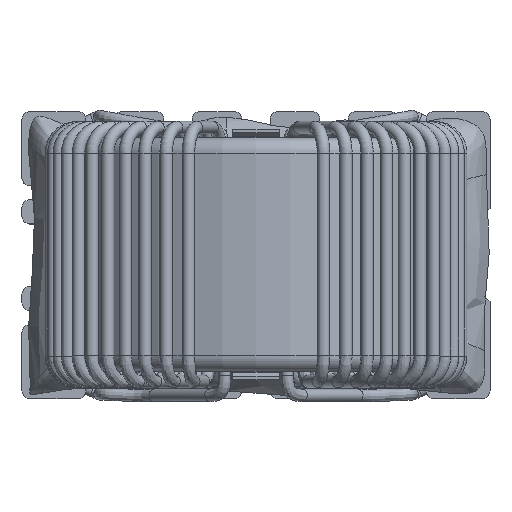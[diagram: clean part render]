
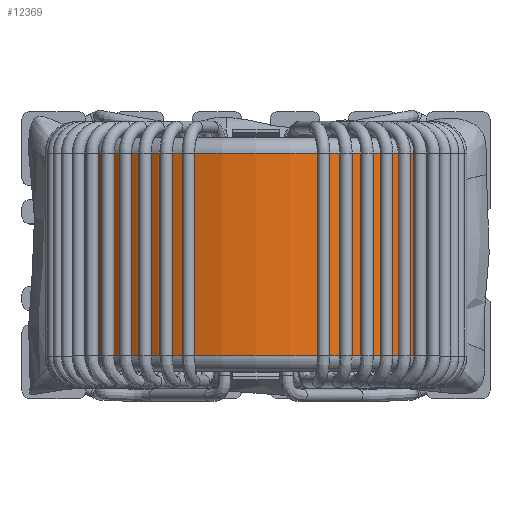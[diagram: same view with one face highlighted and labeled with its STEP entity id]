
A CAD part, top view. The second image highlights one B-rep face of the part: STEP entity #12369.
In plain terms, the highlighted cylindrical face has radius 12.5 mm (diameter 25 mm), a full revolution.
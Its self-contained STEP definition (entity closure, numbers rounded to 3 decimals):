
#1609=ORIENTED_EDGE('',*,*,#3436,.T.);
#1610=ORIENTED_EDGE('',*,*,#3437,.T.);
#3436=EDGE_CURVE('',#4444,#4444,#5250,.T.);
#3437=EDGE_CURVE('',#4445,#4445,#5251,.F.);
#4444=VERTEX_POINT('',#36165);
#4445=VERTEX_POINT('',#36167);
#5250=CIRCLE('',#13178,12.5);
#5251=CIRCLE('',#13179,12.5);
#6005=EDGE_LOOP('',(#1609));
#6006=EDGE_LOOP('',(#1610));
#7073=FACE_BOUND('',#6005,.T.);
#7074=FACE_BOUND('',#6006,.T.);
#7852=CYLINDRICAL_SURFACE('',#13177,12.5);
#12369=ADVANCED_FACE('',(#7073,#7074),#7852,.T.);
#13177=AXIS2_PLACEMENT_3D('',#36163,#14594,#14595);
#13178=AXIS2_PLACEMENT_3D('',#36164,#14596,#14597);
#13179=AXIS2_PLACEMENT_3D('',#36166,#14598,#14599);
#14594=DIRECTION('',(0.,1.,0.));
#14595=DIRECTION('',(0.,0.,1.));
#14596=DIRECTION('',(0.,1.,0.));
#14597=DIRECTION('',(0.,0.,1.));
#14598=DIRECTION('',(0.,1.,0.));
#14599=DIRECTION('',(0.,0.,1.));
#36163=CARTESIAN_POINT('',(0.,-7.5,19.5));
#36164=CARTESIAN_POINT('',(0.,-6.5,19.5));
#36165=CARTESIAN_POINT('',(0.,-6.5,32.));
#36166=CARTESIAN_POINT('',(0.,6.5,19.5));
#36167=CARTESIAN_POINT('',(0.,6.5,32.));
